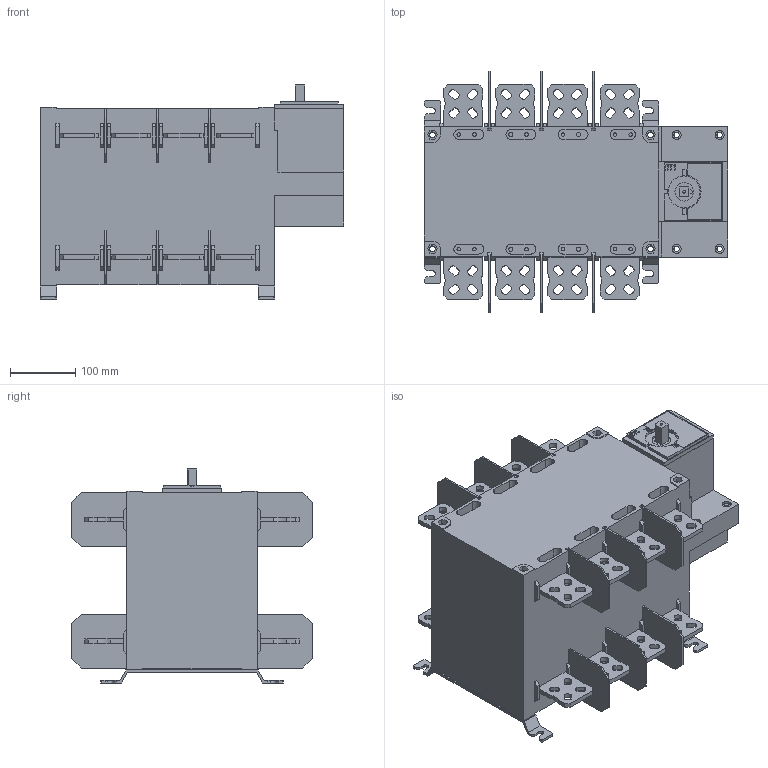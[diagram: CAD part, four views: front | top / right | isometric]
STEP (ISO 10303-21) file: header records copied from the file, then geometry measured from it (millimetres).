
FILE_DESCRIPTION((''),'2;1');
FILE_NAME('LBS-1250-CO_ASM','2021-09-24T',('marketing.praksa'),('Audax d.o.o.'),'CREO PARAMETRIC BY PTC INC, 2017480','CREO PARAMETRIC BY PTC INC, 2017480','');
FILE_SCHEMA(('AUTOMOTIVE_DESIGN { 1 0 10303 214 1 1 1 1 }'));
Products named in the file (11): PRT9567; PRT9568; PRT9569; BARR; BARR_1; BA_ASM; LBS_1250_4P_CO; PRT7236_1_1; PRT7236_1_2; Y1; LBS-1250-CO_ASM
Assembly tree (15 placements, depth 3):
  LBS-1250-CO_ASM
    PRT9567
    PRT9568
    PRT9569
    BA_ASM  x2
      BARR
      BARR_1
    LBS_1250_4P_CO
    PRT7236_1_1
    PRT7236_1_2
    Y1
Bounding box: 466 x 370 x 328.6 mm (x, y, z)
Volume: 22183630.2 mm3; surface area: 1073812.7 mm2
Topology: 36 solids, 38 shells, 1762 faces, 4732 edges, 3162 vertices
Faces by surface type: plane 1340, cylinder 394, cone 24, torus 4
Entity records: 73210 total; most frequent: CARTESIAN_POINT 8583, ORIENTED_EDGE 8344, DIRECTION 8238, PRESENTATION_STYLE_ASSIGNMENT 5740, STYLED_ITEM 5740, CURVE_STYLE 4172, EDGE_CURVE 4172, VECTOR 3254
